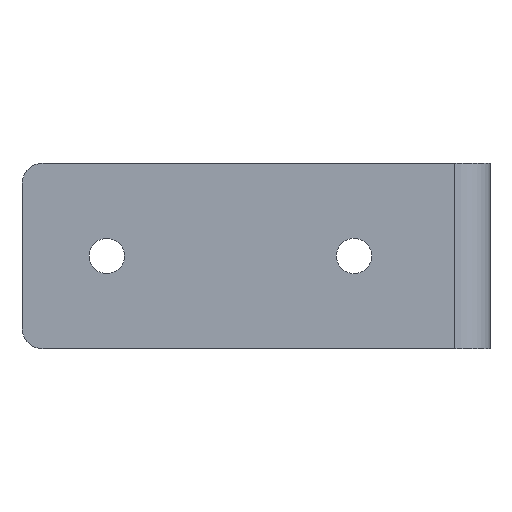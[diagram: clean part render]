
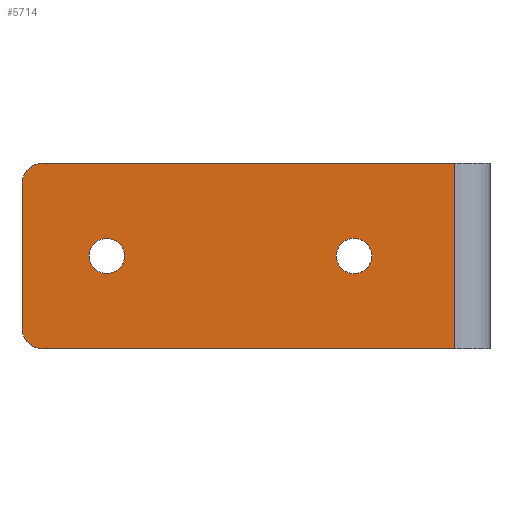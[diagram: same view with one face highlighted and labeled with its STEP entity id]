
A CAD part, front view. The second image highlights one B-rep face of the part: STEP entity #5714.
In plain terms, the highlighted planar face has unit normal (0, -1, 0).
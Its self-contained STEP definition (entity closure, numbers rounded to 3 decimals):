
#88 = LINE ( 'NONE', #5807, #14275 ) ;
#412 = EDGE_CURVE ( 'NONE', #7087, #5389, #11972, .T. ) ;
#434 = CARTESIAN_POINT ( 'NONE',  ( 3., 0., -13.15 ) ) ;
#468 = VERTEX_POINT ( 'NONE', #434 ) ;
#822 = FACE_BOUND ( 'NONE', #3014, .T. ) ;
#1088 = VECTOR ( 'NONE', #13718, 1000. ) ;
#1569 = EDGE_CURVE ( 'NONE', #7276, #10422, #9371, .T. ) ;
#1976 = AXIS2_PLACEMENT_3D ( 'NONE', #2054, #12789, #6968 ) ;
#2009 = CARTESIAN_POINT ( 'NONE',  ( 0., 0., -13.15 ) ) ;
#2054 = CARTESIAN_POINT ( 'NONE',  ( 47., 0., 0. ) ) ;
#2169 = DIRECTION ( 'NONE',  ( 0., 0., -1. ) ) ;
#2214 = AXIS2_PLACEMENT_3D ( 'NONE', #13154, #3655, #4967 ) ;
#2399 = CARTESIAN_POINT ( 'NONE',  ( 12., 0., 0. ) ) ;
#2486 = LINE ( 'NONE', #9651, #12813 ) ;
#2606 = DIRECTION ( 'NONE',  ( 0., 0., -1. ) ) ;
#2724 = EDGE_CURVE ( 'NONE', #5389, #10589, #88, .T. ) ;
#2848 = CIRCLE ( 'NONE', #5829, 2.5 ) ;
#3014 = EDGE_LOOP ( 'NONE', ( #4197, #3979 ) ) ;
#3175 = ORIENTED_EDGE ( 'NONE', *, *, #4154, .T. ) ;
#3403 = AXIS2_PLACEMENT_3D ( 'NONE', #6084, #11872, #5992 ) ;
#3655 = DIRECTION ( 'NONE',  ( 0., 1., 0. ) ) ;
#3692 = AXIS2_PLACEMENT_3D ( 'NONE', #5803, #14025, #8195 ) ;
#3737 = DIRECTION ( 'NONE',  ( -1., 0., 0. ) ) ;
#3747 = ORIENTED_EDGE ( 'NONE', *, *, #1569, .T. ) ;
#3979 = ORIENTED_EDGE ( 'NONE', *, *, #9446, .T. ) ;
#4069 = CARTESIAN_POINT ( 'NONE',  ( 47., 0., 2.5 ) ) ;
#4154 = EDGE_CURVE ( 'NONE', #7661, #468, #8401, .T. ) ;
#4197 = ORIENTED_EDGE ( 'NONE', *, *, #5553, .T. ) ;
#4588 = AXIS2_PLACEMENT_3D ( 'NONE', #12572, #7897, #10306 ) ;
#4816 = EDGE_CURVE ( 'NONE', #7624, #7661, #2486, .T. ) ;
#4967 = DIRECTION ( 'NONE',  ( 0., 0., 1. ) ) ;
#5389 = VERTEX_POINT ( 'NONE', #6679 ) ;
#5553 = EDGE_CURVE ( 'NONE', #12054, #6724, #2848, .T. ) ;
#5575 = ORIENTED_EDGE ( 'NONE', *, *, #10828, .T. ) ;
#5714 = ADVANCED_FACE ( 'NONE', ( #822, #10749, #13145 ), #6082, .F. ) ;
#5803 = CARTESIAN_POINT ( 'NONE',  ( 3., 0., -10.15 ) ) ;
#5807 = CARTESIAN_POINT ( 'NONE',  ( 61.25, 0., 13.15 ) ) ;
#5829 = AXIS2_PLACEMENT_3D ( 'NONE', #2399, #14059, #8170 ) ;
#5992 = DIRECTION ( 'NONE',  ( -1., 0., 0. ) ) ;
#6082 = PLANE ( 'NONE',  #10690 ) ;
#6084 = CARTESIAN_POINT ( 'NONE',  ( 3., 0., 10.15 ) ) ;
#6679 = CARTESIAN_POINT ( 'NONE',  ( 61.25, 0., 13.15 ) ) ;
#6724 = VERTEX_POINT ( 'NONE', #7190 ) ;
#6887 = CIRCLE ( 'NONE', #3403, 3. ) ;
#6968 = DIRECTION ( 'NONE',  ( 0., 0., 1. ) ) ;
#7087 = VERTEX_POINT ( 'NONE', #11067 ) ;
#7190 = CARTESIAN_POINT ( 'NONE',  ( 12., 0., -2.5 ) ) ;
#7263 = ORIENTED_EDGE ( 'NONE', *, *, #4816, .T. ) ;
#7276 = VERTEX_POINT ( 'NONE', #15263 ) ;
#7624 = VERTEX_POINT ( 'NONE', #9510 ) ;
#7661 = VERTEX_POINT ( 'NONE', #11881 ) ;
#7897 = DIRECTION ( 'NONE',  ( 0., 1., 0. ) ) ;
#8089 = ORIENTED_EDGE ( 'NONE', *, *, #2724, .F. ) ;
#8170 = DIRECTION ( 'NONE',  ( 0., 0., 1. ) ) ;
#8195 = DIRECTION ( 'NONE',  ( -1., 0., 0. ) ) ;
#8401 = CIRCLE ( 'NONE', #3692, 3. ) ;
#8558 = ORIENTED_EDGE ( 'NONE', *, *, #9589, .T. ) ;
#9113 = ORIENTED_EDGE ( 'NONE', *, *, #412, .F. ) ;
#9371 = CIRCLE ( 'NONE', #1976, 2.5 ) ;
#9446 = EDGE_CURVE ( 'NONE', #6724, #12054, #15036, .T. ) ;
#9510 = CARTESIAN_POINT ( 'NONE',  ( 0., 0., 10.15 ) ) ;
#9520 = CIRCLE ( 'NONE', #2214, 2.5 ) ;
#9589 = EDGE_CURVE ( 'NONE', #10422, #7276, #9520, .T. ) ;
#9651 = CARTESIAN_POINT ( 'NONE',  ( 0., 0., 13.15 ) ) ;
#10306 = DIRECTION ( 'NONE',  ( 0., 0., 1. ) ) ;
#10358 = CARTESIAN_POINT ( 'NONE',  ( 61.25, 0., -13.15 ) ) ;
#10379 = ORIENTED_EDGE ( 'NONE', *, *, #14101, .T. ) ;
#10422 = VERTEX_POINT ( 'NONE', #4069 ) ;
#10589 = VERTEX_POINT ( 'NONE', #10358 ) ;
#10690 = AXIS2_PLACEMENT_3D ( 'NONE', #10781, #13102, #3737 ) ;
#10749 = FACE_BOUND ( 'NONE', #14486, .T. ) ;
#10781 = CARTESIAN_POINT ( 'NONE',  ( 0., 0., 13.15 ) ) ;
#10792 = VECTOR ( 'NONE', #11492, 1000. ) ;
#10828 = EDGE_CURVE ( 'NONE', #468, #10589, #13184, .T. ) ;
#11067 = CARTESIAN_POINT ( 'NONE',  ( 3., 0., 13.15 ) ) ;
#11476 = CARTESIAN_POINT ( 'NONE',  ( 12., 0., 2.5 ) ) ;
#11492 = DIRECTION ( 'NONE',  ( 1., 0., 0. ) ) ;
#11872 = DIRECTION ( 'NONE',  ( 0., -1., 0. ) ) ;
#11881 = CARTESIAN_POINT ( 'NONE',  ( 0., 0., -10.15 ) ) ;
#11972 = LINE ( 'NONE', #12365, #1088 ) ;
#12054 = VERTEX_POINT ( 'NONE', #11476 ) ;
#12365 = CARTESIAN_POINT ( 'NONE',  ( 0., 0., 13.15 ) ) ;
#12572 = CARTESIAN_POINT ( 'NONE',  ( 12., 0., 0. ) ) ;
#12789 = DIRECTION ( 'NONE',  ( 0., 1., 0. ) ) ;
#12813 = VECTOR ( 'NONE', #2606, 1000. ) ;
#13102 = DIRECTION ( 'NONE',  ( 0., 1., 0. ) ) ;
#13145 = FACE_OUTER_BOUND ( 'NONE', #13188, .T. ) ;
#13154 = CARTESIAN_POINT ( 'NONE',  ( 47., 0., 0. ) ) ;
#13184 = LINE ( 'NONE', #2009, #10792 ) ;
#13188 = EDGE_LOOP ( 'NONE', ( #7263, #3175, #5575, #8089, #9113, #10379 ) ) ;
#13718 = DIRECTION ( 'NONE',  ( 1., 0., 0. ) ) ;
#14025 = DIRECTION ( 'NONE',  ( 0., -1., 0. ) ) ;
#14059 = DIRECTION ( 'NONE',  ( 0., 1., 0. ) ) ;
#14101 = EDGE_CURVE ( 'NONE', #7087, #7624, #6887, .T. ) ;
#14275 = VECTOR ( 'NONE', #2169, 1000. ) ;
#14486 = EDGE_LOOP ( 'NONE', ( #8558, #3747 ) ) ;
#15036 = CIRCLE ( 'NONE', #4588, 2.5 ) ;
#15263 = CARTESIAN_POINT ( 'NONE',  ( 47., 0., -2.5 ) ) ;
